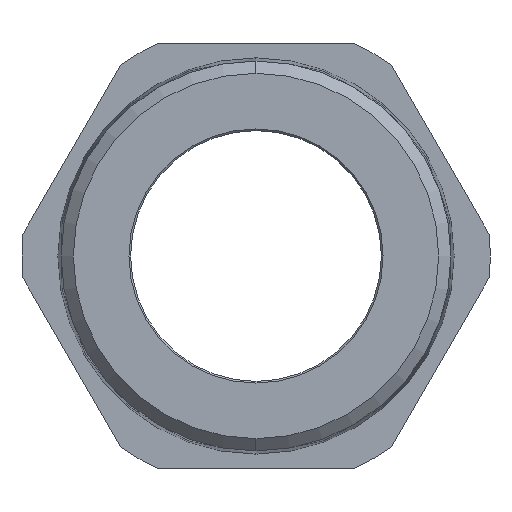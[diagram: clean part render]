
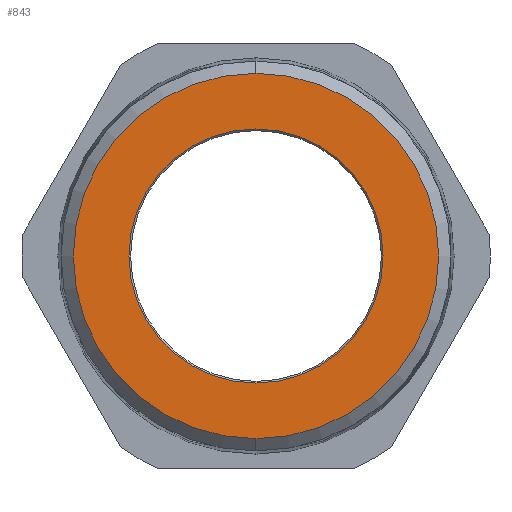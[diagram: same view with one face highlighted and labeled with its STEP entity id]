
A CAD part, left-side view. The second image highlights one B-rep face of the part: STEP entity #843.
In plain terms, the highlighted planar face has unit normal (-1, 0, 0).
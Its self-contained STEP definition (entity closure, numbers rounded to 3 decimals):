
#86 = CARTESIAN_POINT ( 'NONE',  ( 0., 0., 19.4 ) ) ;
#307 = DIRECTION ( 'NONE',  ( -1., 0., 0. ) ) ;
#363 = AXIS2_PLACEMENT_3D ( 'NONE', #2639, #2390, #2630 ) ;
#650 = CIRCLE ( 'NONE', #2894, 19.4 ) ;
#654 = CIRCLE ( 'NONE', #1549, 27.895 ) ;
#736 = EDGE_LOOP ( 'NONE', ( #2162, #3003 ) ) ;
#784 = EDGE_LOOP ( 'NONE', ( #1672, #2817 ) ) ;
#812 = CARTESIAN_POINT ( 'NONE',  ( 0., 0., 0. ) ) ;
#831 = DIRECTION ( 'NONE',  ( 0., 0., -1. ) ) ;
#843 = ADVANCED_FACE ( 'NONE', ( #2906, #1480 ), #1156, .F. ) ;
#1013 = CARTESIAN_POINT ( 'NONE',  ( 0., 0., -19.4 ) ) ;
#1080 = VERTEX_POINT ( 'NONE', #86 ) ;
#1102 = AXIS2_PLACEMENT_3D ( 'NONE', #1732, #307, #2701 ) ;
#1156 = PLANE ( 'NONE',  #363 ) ;
#1245 = CARTESIAN_POINT ( 'NONE',  ( 0., 0., -27.895 ) ) ;
#1311 = DIRECTION ( 'NONE',  ( -1., 0., 0. ) ) ;
#1413 = CARTESIAN_POINT ( 'NONE',  ( 0., 0., 0. ) ) ;
#1414 = EDGE_CURVE ( 'NONE', #2018, #1415, #2125, .T. ) ;
#1415 = VERTEX_POINT ( 'NONE', #1245 ) ;
#1480 = FACE_OUTER_BOUND ( 'NONE', #784, .T. ) ;
#1549 = AXIS2_PLACEMENT_3D ( 'NONE', #2290, #1311, #831 ) ;
#1655 = DIRECTION ( 'NONE',  ( 0., 0., -1. ) ) ;
#1672 = ORIENTED_EDGE ( 'NONE', *, *, #2328, .T. ) ;
#1732 = CARTESIAN_POINT ( 'NONE',  ( 0., 0., 0. ) ) ;
#1839 = DIRECTION ( 'NONE',  ( 0., 0., -1. ) ) ;
#1898 = CARTESIAN_POINT ( 'NONE',  ( 0., 0., 27.895 ) ) ;
#1954 = EDGE_CURVE ( 'NONE', #2477, #1080, #2266, .T. ) ;
#2008 = AXIS2_PLACEMENT_3D ( 'NONE', #1413, #3099, #1655 ) ;
#2018 = VERTEX_POINT ( 'NONE', #1898 ) ;
#2125 = CIRCLE ( 'NONE', #1102, 27.895 ) ;
#2162 = ORIENTED_EDGE ( 'NONE', *, *, #2981, .T. ) ;
#2266 = CIRCLE ( 'NONE', #2008, 19.4 ) ;
#2290 = CARTESIAN_POINT ( 'NONE',  ( 0., 0., 0. ) ) ;
#2328 = EDGE_CURVE ( 'NONE', #1415, #2018, #654, .T. ) ;
#2390 = DIRECTION ( 'NONE',  ( 1., 0., 0. ) ) ;
#2477 = VERTEX_POINT ( 'NONE', #1013 ) ;
#2630 = DIRECTION ( 'NONE',  ( 0., 0., -1. ) ) ;
#2639 = CARTESIAN_POINT ( 'NONE',  ( 0., 0., 0. ) ) ;
#2701 = DIRECTION ( 'NONE',  ( 0., 0., -1. ) ) ;
#2817 = ORIENTED_EDGE ( 'NONE', *, *, #1414, .T. ) ;
#2894 = AXIS2_PLACEMENT_3D ( 'NONE', #812, #3020, #1839 ) ;
#2906 = FACE_BOUND ( 'NONE', #736, .T. ) ;
#2981 = EDGE_CURVE ( 'NONE', #1080, #2477, #650, .T. ) ;
#3003 = ORIENTED_EDGE ( 'NONE', *, *, #1954, .T. ) ;
#3020 = DIRECTION ( 'NONE',  ( 1., 0., 0. ) ) ;
#3099 = DIRECTION ( 'NONE',  ( 1., 0., 0. ) ) ;
